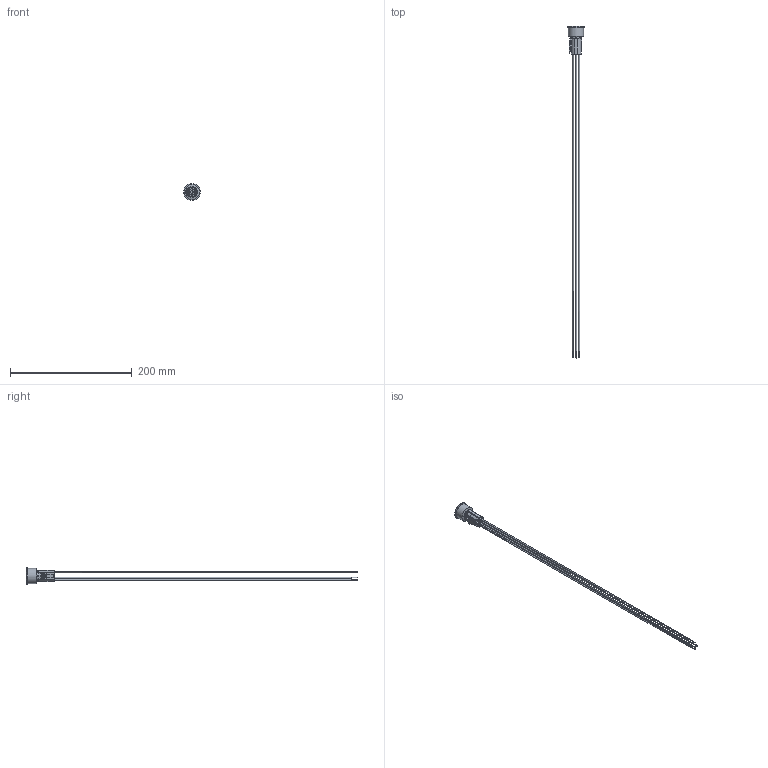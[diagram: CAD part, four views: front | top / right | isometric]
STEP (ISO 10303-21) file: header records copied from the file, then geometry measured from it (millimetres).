
FILE_DESCRIPTION(/* description */ ('','CAx-IF Rec.Pracs.---Representation and Presentation of Product Manufacturing Information (PMI)---4.0---2014-10-13'),/* implementation_level */ '2;1');
FILE_NAME(/* name */ 'ULV8FP3xx3xx.stp',/* time_stamp */ '2020-02-12T13:36:08-06:00',/* author */ ('mroman'),/* organization */ (''),/* preprocessor_version */ 'ST-DEVELOPER v17',/* originating_system */ 'Autodesk Inventor 2018',/* authorisation */ '');
FILE_SCHEMA (('AP242_MANAGED_MODEL_BASED_3D_ENGINEERING_MIM_LF { 1 0 10303 442 1 1 4 }'));
Length unit declared in the file: millimetre
Products named in the file (1): ULV8FP3xx3xx
Bounding box: 28 x 546.2 x 28 mm (x, y, z)
Volume: 19789.8 mm3; surface area: 23718.8 mm2
Topology: 1 solids, 1 shells, 650 faces, 1942 edges, 1243 vertices
Faces by surface type: plane 485, cylinder 131, bspline 30, torus 2, cone 2
Full cylindrical faces by diameter (mm): 1.04 x5, 1.8 x5, 13.3 x1, 14.7 x1, 15.7 x1, 17.5 x1, 23.8 x1, 25 x1, 28 x1
Entity records: 23084 total; most frequent: CARTESIAN_POINT 5148, ORIENTED_EDGE 3884, DIRECTION 3631, EDGE_CURVE 1942, LINE 1425, VECTOR 1425, VERTEX_POINT 1243, AXIS2_PLACEMENT_3D 1107
